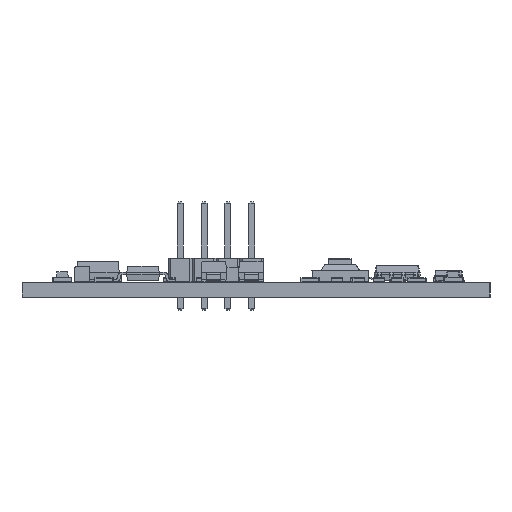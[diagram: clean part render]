
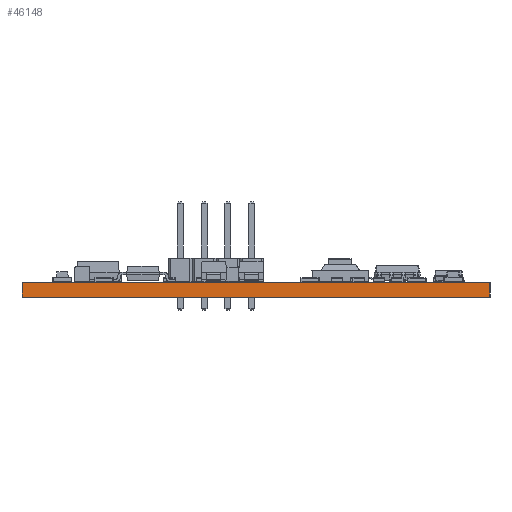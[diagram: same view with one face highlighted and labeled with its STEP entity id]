
A CAD part, left-side view. The second image highlights one B-rep face of the part: STEP entity #46148.
In plain terms, the highlighted planar face has unit normal (-1, 0, 0).
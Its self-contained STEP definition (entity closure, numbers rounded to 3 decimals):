
#45967 = PLANE('',#45968);
#45968 = AXIS2_PLACEMENT_3D('',#45969,#45970,#45971);
#45969 = CARTESIAN_POINT('',(105.,-120.,0.));
#45970 = DIRECTION('',(0.,-1.,0.));
#45971 = DIRECTION('',(-1.,0.,0.));
#45992 = VERTEX_POINT('',#45993);
#45993 = CARTESIAN_POINT('',(30.,-120.,1.58));
#46007 = PLANE('',#46008);
#46008 = AXIS2_PLACEMENT_3D('',#46009,#46010,#46011);
#46009 = CARTESIAN_POINT('',(67.5,-95.,1.58));
#46010 = DIRECTION('',(-0.,-0.,-1.));
#46011 = DIRECTION('',(-1.,0.,0.));
#46019 = EDGE_CURVE('',#46020,#45992,#46022,.T.);
#46020 = VERTEX_POINT('',#46021);
#46021 = CARTESIAN_POINT('',(30.,-120.,0.));
#46022 = SURFACE_CURVE('',#46023,(#46027,#46034),.PCURVE_S1.);
#46023 = LINE('',#46024,#46025);
#46024 = CARTESIAN_POINT('',(30.,-120.,0.));
#46025 = VECTOR('',#46026,1.);
#46026 = DIRECTION('',(0.,0.,1.));
#46027 = PCURVE('',#45967,#46028);
#46028 = DEFINITIONAL_REPRESENTATION('',(#46029),#46033);
#46029 = LINE('',#46030,#46031);
#46030 = CARTESIAN_POINT('',(75.,0.));
#46031 = VECTOR('',#46032,1.);
#46032 = DIRECTION('',(0.,-1.));
#46033 = ( GEOMETRIC_REPRESENTATION_CONTEXT(2) 
PARAMETRIC_REPRESENTATION_CONTEXT() REPRESENTATION_CONTEXT('2D SPACE',''
  ) );
#46034 = PCURVE('',#46035,#46040);
#46035 = PLANE('',#46036);
#46036 = AXIS2_PLACEMENT_3D('',#46037,#46038,#46039);
#46037 = CARTESIAN_POINT('',(30.,-120.,0.));
#46038 = DIRECTION('',(-1.,0.,0.));
#46039 = DIRECTION('',(0.,1.,0.));
#46040 = DEFINITIONAL_REPRESENTATION('',(#46041),#46045);
#46041 = LINE('',#46042,#46043);
#46042 = CARTESIAN_POINT('',(0.,0.));
#46043 = VECTOR('',#46044,1.);
#46044 = DIRECTION('',(0.,-1.));
#46045 = ( GEOMETRIC_REPRESENTATION_CONTEXT(2) 
PARAMETRIC_REPRESENTATION_CONTEXT() REPRESENTATION_CONTEXT('2D SPACE',''
  ) );
#46061 = PLANE('',#46062);
#46062 = AXIS2_PLACEMENT_3D('',#46063,#46064,#46065);
#46063 = CARTESIAN_POINT('',(67.5,-95.,0.));
#46064 = DIRECTION('',(-0.,-0.,-1.));
#46065 = DIRECTION('',(-1.,0.,0.));
#46094 = PLANE('',#46095);
#46095 = AXIS2_PLACEMENT_3D('',#46096,#46097,#46098);
#46096 = CARTESIAN_POINT('',(30.,-70.,0.));
#46097 = DIRECTION('',(0.,1.,0.));
#46098 = DIRECTION('',(1.,0.,0.));
#46148 = ADVANCED_FACE('',(#46149),#46035,.T.);
#46149 = FACE_BOUND('',#46150,.T.);
#46150 = EDGE_LOOP('',(#46151,#46152,#46175,#46198));
#46151 = ORIENTED_EDGE('',*,*,#46019,.T.);
#46152 = ORIENTED_EDGE('',*,*,#46153,.T.);
#46153 = EDGE_CURVE('',#45992,#46154,#46156,.T.);
#46154 = VERTEX_POINT('',#46155);
#46155 = CARTESIAN_POINT('',(30.,-70.,1.58));
#46156 = SURFACE_CURVE('',#46157,(#46161,#46168),.PCURVE_S1.);
#46157 = LINE('',#46158,#46159);
#46158 = CARTESIAN_POINT('',(30.,-120.,1.58));
#46159 = VECTOR('',#46160,1.);
#46160 = DIRECTION('',(0.,1.,0.));
#46161 = PCURVE('',#46035,#46162);
#46162 = DEFINITIONAL_REPRESENTATION('',(#46163),#46167);
#46163 = LINE('',#46164,#46165);
#46164 = CARTESIAN_POINT('',(0.,-1.58));
#46165 = VECTOR('',#46166,1.);
#46166 = DIRECTION('',(1.,0.));
#46167 = ( GEOMETRIC_REPRESENTATION_CONTEXT(2) 
PARAMETRIC_REPRESENTATION_CONTEXT() REPRESENTATION_CONTEXT('2D SPACE',''
  ) );
#46168 = PCURVE('',#46007,#46169);
#46169 = DEFINITIONAL_REPRESENTATION('',(#46170),#46174);
#46170 = LINE('',#46171,#46172);
#46171 = CARTESIAN_POINT('',(37.5,-25.));
#46172 = VECTOR('',#46173,1.);
#46173 = DIRECTION('',(0.,1.));
#46174 = ( GEOMETRIC_REPRESENTATION_CONTEXT(2) 
PARAMETRIC_REPRESENTATION_CONTEXT() REPRESENTATION_CONTEXT('2D SPACE',''
  ) );
#46175 = ORIENTED_EDGE('',*,*,#46176,.F.);
#46176 = EDGE_CURVE('',#46177,#46154,#46179,.T.);
#46177 = VERTEX_POINT('',#46178);
#46178 = CARTESIAN_POINT('',(30.,-70.,0.));
#46179 = SURFACE_CURVE('',#46180,(#46184,#46191),.PCURVE_S1.);
#46180 = LINE('',#46181,#46182);
#46181 = CARTESIAN_POINT('',(30.,-70.,0.));
#46182 = VECTOR('',#46183,1.);
#46183 = DIRECTION('',(0.,0.,1.));
#46184 = PCURVE('',#46035,#46185);
#46185 = DEFINITIONAL_REPRESENTATION('',(#46186),#46190);
#46186 = LINE('',#46187,#46188);
#46187 = CARTESIAN_POINT('',(50.,0.));
#46188 = VECTOR('',#46189,1.);
#46189 = DIRECTION('',(0.,-1.));
#46190 = ( GEOMETRIC_REPRESENTATION_CONTEXT(2) 
PARAMETRIC_REPRESENTATION_CONTEXT() REPRESENTATION_CONTEXT('2D SPACE',''
  ) );
#46191 = PCURVE('',#46094,#46192);
#46192 = DEFINITIONAL_REPRESENTATION('',(#46193),#46197);
#46193 = LINE('',#46194,#46195);
#46194 = CARTESIAN_POINT('',(0.,0.));
#46195 = VECTOR('',#46196,1.);
#46196 = DIRECTION('',(0.,-1.));
#46197 = ( GEOMETRIC_REPRESENTATION_CONTEXT(2) 
PARAMETRIC_REPRESENTATION_CONTEXT() REPRESENTATION_CONTEXT('2D SPACE',''
  ) );
#46198 = ORIENTED_EDGE('',*,*,#46199,.F.);
#46199 = EDGE_CURVE('',#46020,#46177,#46200,.T.);
#46200 = SURFACE_CURVE('',#46201,(#46205,#46212),.PCURVE_S1.);
#46201 = LINE('',#46202,#46203);
#46202 = CARTESIAN_POINT('',(30.,-120.,0.));
#46203 = VECTOR('',#46204,1.);
#46204 = DIRECTION('',(0.,1.,0.));
#46205 = PCURVE('',#46035,#46206);
#46206 = DEFINITIONAL_REPRESENTATION('',(#46207),#46211);
#46207 = LINE('',#46208,#46209);
#46208 = CARTESIAN_POINT('',(0.,0.));
#46209 = VECTOR('',#46210,1.);
#46210 = DIRECTION('',(1.,0.));
#46211 = ( GEOMETRIC_REPRESENTATION_CONTEXT(2) 
PARAMETRIC_REPRESENTATION_CONTEXT() REPRESENTATION_CONTEXT('2D SPACE',''
  ) );
#46212 = PCURVE('',#46061,#46213);
#46213 = DEFINITIONAL_REPRESENTATION('',(#46214),#46218);
#46214 = LINE('',#46215,#46216);
#46215 = CARTESIAN_POINT('',(37.5,-25.));
#46216 = VECTOR('',#46217,1.);
#46217 = DIRECTION('',(0.,1.));
#46218 = ( GEOMETRIC_REPRESENTATION_CONTEXT(2) 
PARAMETRIC_REPRESENTATION_CONTEXT() REPRESENTATION_CONTEXT('2D SPACE',''
  ) );
